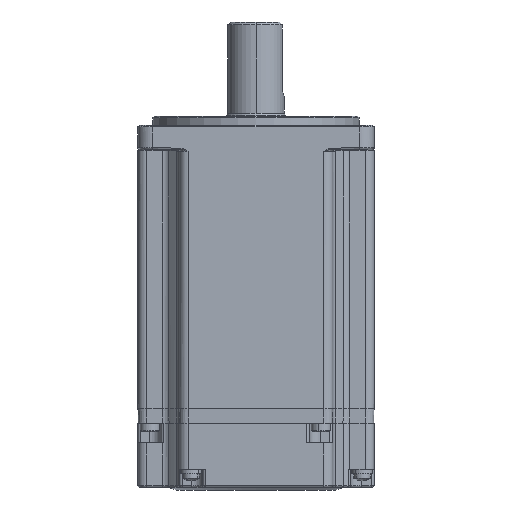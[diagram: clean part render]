
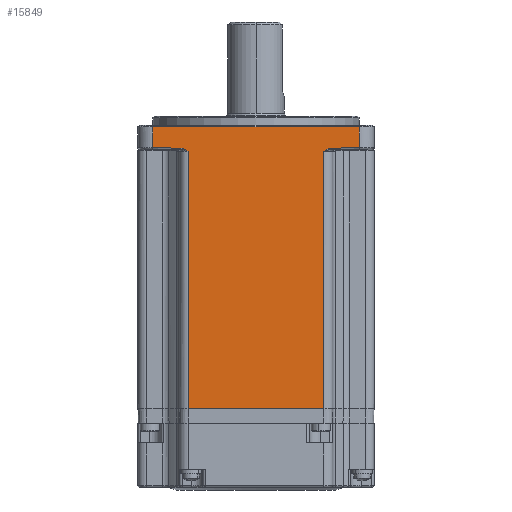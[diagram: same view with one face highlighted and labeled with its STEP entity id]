
A CAD part, front view. The second image highlights one B-rep face of the part: STEP entity #15849.
In plain terms, the highlighted planar face has unit normal (0, -1, 0).
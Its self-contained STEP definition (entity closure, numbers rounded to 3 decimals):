
#284 = CARTESIAN_POINT ( 'NONE',  ( -35., -40., 7.5 ) ) ;
#480 = CARTESIAN_POINT ( 'NONE',  ( -24.346, -40., -0.012 ) ) ;
#679 = VERTEX_POINT ( 'NONE', #31678 ) ;
#970 = ORIENTED_EDGE ( 'NONE', *, *, #39186, .T. ) ;
#1041 = DIRECTION ( 'NONE',  ( 0., 0., 1. ) ) ;
#1784 = LINE ( 'NONE', #4582, #4872 ) ;
#2008 = CARTESIAN_POINT ( 'NONE',  ( 25.432, -40., 0.246 ) ) ;
#2098 = VECTOR ( 'NONE', #34884, 1000. ) ;
#2861 = ORIENTED_EDGE ( 'NONE', *, *, #4057, .T. ) ;
#2996 = CARTESIAN_POINT ( 'NONE',  ( 0.143, -40., -0.196 ) ) ;
#3400 = ORIENTED_EDGE ( 'NONE', *, *, #7946, .T. ) ;
#3583 = LINE ( 'NONE', #2996, #31000 ) ;
#4042 = VERTEX_POINT ( 'NONE', #26735 ) ;
#4057 = EDGE_CURVE ( 'NONE', #30050, #20904, #38843, .T. ) ;
#4480 = CARTESIAN_POINT ( 'NONE',  ( -26., -40., -88. ) ) ;
#4582 = CARTESIAN_POINT ( 'NONE',  ( 35., -40., 8. ) ) ;
#4872 = VECTOR ( 'NONE', #1041, 1000. ) ;
#4987 = EDGE_CURVE ( 'NONE', #24861, #34712, #27877, .T. ) ;
#5262 = DIRECTION ( 'NONE',  ( 0., 0., -1. ) ) ;
#5328 = DIRECTION ( 'NONE',  ( 0., 0., 1. ) ) ;
#5450 = CARTESIAN_POINT ( 'NONE',  ( -23., -40., 8. ) ) ;
#5832 = CARTESIAN_POINT ( 'NONE',  ( -23.746, -40., -0.306 ) ) ;
#6567 = EDGE_CURVE ( 'NONE', #34712, #679, #39049, .T. ) ;
#6796 = DIRECTION ( 'NONE',  ( -1., 0., 0. ) ) ;
#7946 = EDGE_CURVE ( 'NONE', #28866, #30050, #27451, .T. ) ;
#8271 = ORIENTED_EDGE ( 'NONE', *, *, #6567, .T. ) ;
#8306 = CARTESIAN_POINT ( 'NONE',  ( 24.985, -40., 0.201 ) ) ;
#8315 = CARTESIAN_POINT ( 'NONE',  ( 35., -40., 0.413 ) ) ;
#10917 = EDGE_LOOP ( 'NONE', ( #15493, #20722, #8271, #31549, #3400, #2861, #25549, #970, #25862, #25679 ) ) ;
#12743 = CARTESIAN_POINT ( 'NONE',  ( -35., -40., 7.5 ) ) ;
#12770 = CARTESIAN_POINT ( 'NONE',  ( -23., -40., -0.797 ) ) ;
#13056 = EDGE_CURVE ( 'NONE', #4042, #20904, #31718, .T. ) ;
#13863 = CARTESIAN_POINT ( 'NONE',  ( 25.205, -40., 0.242 ) ) ;
#14453 = PLANE ( 'NONE',  #35278 ) ;
#14653 = CARTESIAN_POINT ( 'NONE',  ( 23., -40., -0.797 ) ) ;
#14786 = CARTESIAN_POINT ( 'NONE',  ( -25.432, -40., 0.246 ) ) ;
#15195 = VECTOR ( 'NONE', #25987, 1000. ) ;
#15493 = ORIENTED_EDGE ( 'NONE', *, *, #29289, .T. ) ;
#15849 = ADVANCED_FACE ( 'NONE', ( #24218 ), #14453, .F. ) ;
#17004 = CARTESIAN_POINT ( 'NONE',  ( -23., -40., -88. ) ) ;
#17198 = B_SPLINE_CURVE_WITH_KNOTS ( 'NONE', 3,
 ( #23437, #35747, #38909, #23053, #26023, #8306, #13863, #22868 ),
 .UNSPECIFIED., .F., .F.,
 ( 4, 2, 2, 4 ),
 ( 0., 0.001, 0.002, 0.003 ),
 .UNSPECIFIED. ) ;
#17630 = VECTOR ( 'NONE', #25814, 1000. ) ;
#17776 = VECTOR ( 'NONE', #6796, 1000. ) ;
#18388 = VERTEX_POINT ( 'NONE', #2008 ) ;
#19647 = CARTESIAN_POINT ( 'NONE',  ( 23., -40., 8. ) ) ;
#20464 = VERTEX_POINT ( 'NONE', #14653 ) ;
#20530 = EDGE_CURVE ( 'NONE', #20464, #18388, #17198, .T. ) ;
#20722 = ORIENTED_EDGE ( 'NONE', *, *, #4987, .T. ) ;
#20904 = VERTEX_POINT ( 'NONE', #17004 ) ;
#21644 = VERTEX_POINT ( 'NONE', #8315 ) ;
#22855 = CARTESIAN_POINT ( 'NONE',  ( -0.143, -40., -0.196 ) ) ;
#22868 = CARTESIAN_POINT ( 'NONE',  ( 25.432, -40., 0.246 ) ) ;
#23053 = CARTESIAN_POINT ( 'NONE',  ( 24.346, -40., -0.012 ) ) ;
#23437 = CARTESIAN_POINT ( 'NONE',  ( 23., -40., -0.797 ) ) ;
#24218 = FACE_OUTER_BOUND ( 'NONE', #10917, .T. ) ;
#24861 = VERTEX_POINT ( 'NONE', #25167 ) ;
#25167 = CARTESIAN_POINT ( 'NONE',  ( 35., -40., 7.5 ) ) ;
#25549 = ORIENTED_EDGE ( 'NONE', *, *, #13056, .F. ) ;
#25679 = ORIENTED_EDGE ( 'NONE', *, *, #31716, .T. ) ;
#25814 = DIRECTION ( 'NONE',  ( 1., 0., -0.017 ) ) ;
#25862 = ORIENTED_EDGE ( 'NONE', *, *, #20530, .T. ) ;
#25987 = DIRECTION ( 'NONE',  ( 0., 0., 1. ) ) ;
#26023 = CARTESIAN_POINT ( 'NONE',  ( 24.554, -40., 0.075 ) ) ;
#26735 = CARTESIAN_POINT ( 'NONE',  ( 23., -40., -88. ) ) ;
#26924 = CARTESIAN_POINT ( 'NONE',  ( -24.554, -40., 0.075 ) ) ;
#27105 = CARTESIAN_POINT ( 'NONE',  ( -23., -40., -0.797 ) ) ;
#27451 = B_SPLINE_CURVE_WITH_KNOTS ( 'NONE', 3,
 ( #14786, #33301, #30498, #26924, #480, #5832, #39030, #27105 ),
 .UNSPECIFIED., .F., .F.,
 ( 4, 2, 2, 4 ),
 ( 0., 0.001, 0.001, 0.003 ),
 .UNSPECIFIED. ) ;
#27877 = LINE ( 'NONE', #284, #17776 ) ;
#28866 = VERTEX_POINT ( 'NONE', #35224 ) ;
#29289 = EDGE_CURVE ( 'NONE', #21644, #24861, #1784, .T. ) ;
#29352 = CARTESIAN_POINT ( 'NONE',  ( -35., -40., 8. ) ) ;
#29752 = EDGE_CURVE ( 'NONE', #679, #28866, #31591, .T. ) ;
#30050 = VERTEX_POINT ( 'NONE', #12770 ) ;
#30498 = CARTESIAN_POINT ( 'NONE',  ( -24.985, -40., 0.201 ) ) ;
#31000 = VECTOR ( 'NONE', #34205, 1000. ) ;
#31549 = ORIENTED_EDGE ( 'NONE', *, *, #29752, .T. ) ;
#31591 = LINE ( 'NONE', #22855, #17630 ) ;
#31678 = CARTESIAN_POINT ( 'NONE',  ( -35., -40., 0.413 ) ) ;
#31716 = EDGE_CURVE ( 'NONE', #18388, #21644, #3583, .T. ) ;
#31718 = LINE ( 'NONE', #4480, #2098 ) ;
#32128 = DIRECTION ( 'NONE',  ( 0., 0., -1. ) ) ;
#32141 = LINE ( 'NONE', #19647, #15195 ) ;
#32585 = CARTESIAN_POINT ( 'NONE',  ( 0., -40., 8. ) ) ;
#33301 = CARTESIAN_POINT ( 'NONE',  ( -25.205, -40., 0.242 ) ) ;
#34205 = DIRECTION ( 'NONE',  ( 1., 0., 0.017 ) ) ;
#34712 = VERTEX_POINT ( 'NONE', #12743 ) ;
#34884 = DIRECTION ( 'NONE',  ( -1., 0., 0. ) ) ;
#35224 = CARTESIAN_POINT ( 'NONE',  ( -25.432, -40., 0.246 ) ) ;
#35278 = AXIS2_PLACEMENT_3D ( 'NONE', #32585, #36345, #5328 ) ;
#35747 = CARTESIAN_POINT ( 'NONE',  ( 23.372, -40., -0.552 ) ) ;
#36066 = VECTOR ( 'NONE', #32128, 1000. ) ;
#36345 = DIRECTION ( 'NONE',  ( 0., 1., 0. ) ) ;
#38285 = VECTOR ( 'NONE', #5262, 1000. ) ;
#38843 = LINE ( 'NONE', #5450, #38285 ) ;
#38909 = CARTESIAN_POINT ( 'NONE',  ( 23.746, -40., -0.306 ) ) ;
#39030 = CARTESIAN_POINT ( 'NONE',  ( -23.374, -40., -0.551 ) ) ;
#39049 = LINE ( 'NONE', #29352, #36066 ) ;
#39186 = EDGE_CURVE ( 'NONE', #4042, #20464, #32141, .T. ) ;
